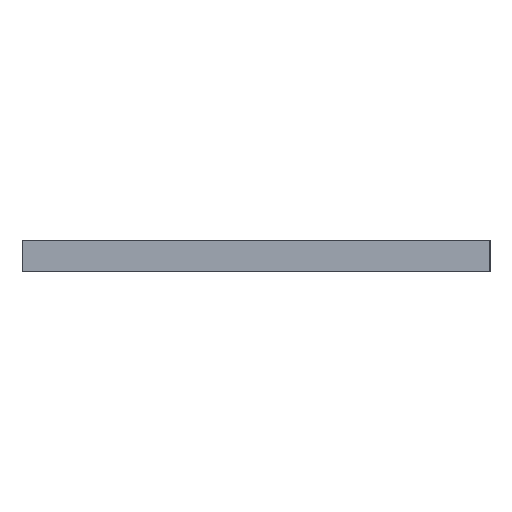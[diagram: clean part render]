
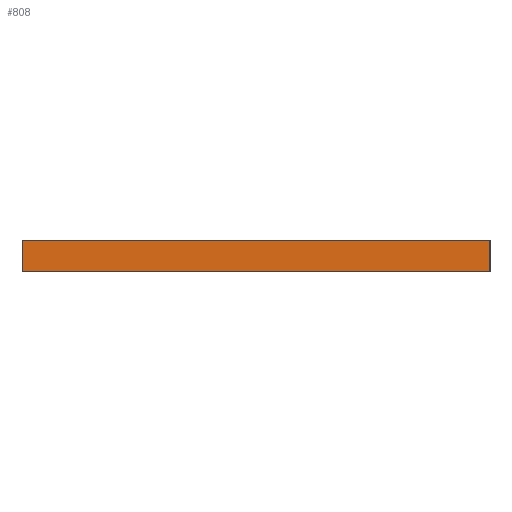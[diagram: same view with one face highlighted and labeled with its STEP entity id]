
A CAD part, left-side view. The second image highlights one B-rep face of the part: STEP entity #808.
In plain terms, the highlighted planar face has unit normal (-1, 0, 0).
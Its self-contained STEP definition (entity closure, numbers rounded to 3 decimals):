
#66=PLANE('',#896);
#104=FACE_OUTER_BOUND('',#142,.T.);
#142=EDGE_LOOP('',(#679,#680,#681,#682));
#240=LINE('',#1319,#312);
#248=LINE('',#1334,#320);
#249=LINE('',#1336,#321);
#250=LINE('',#1337,#322);
#312=VECTOR('',#1100,10.);
#320=VECTOR('',#1112,10.);
#321=VECTOR('',#1115,10.);
#322=VECTOR('',#1116,10.);
#423=VERTEX_POINT('',#1315);
#425=VERTEX_POINT('',#1318);
#429=VERTEX_POINT('',#1330);
#430=VERTEX_POINT('',#1332);
#528=EDGE_CURVE('',#423,#425,#240,.T.);
#536=EDGE_CURVE('',#429,#430,#248,.T.);
#537=EDGE_CURVE('',#429,#423,#249,.T.);
#538=EDGE_CURVE('',#425,#430,#250,.T.);
#679=ORIENTED_EDGE('',*,*,#537,.F.);
#680=ORIENTED_EDGE('',*,*,#536,.T.);
#681=ORIENTED_EDGE('',*,*,#538,.F.);
#682=ORIENTED_EDGE('',*,*,#528,.F.);
#808=ADVANCED_FACE('',(#104),#66,.T.);
#896=AXIS2_PLACEMENT_3D('',#1335,#1113,#1114);
#1100=DIRECTION('',(0.,0.,1.));
#1112=DIRECTION('',(0.,0.,1.));
#1113=DIRECTION('center_axis',(-1.,0.,0.));
#1114=DIRECTION('ref_axis',(0.,-1.,0.));
#1115=DIRECTION('',(0.,1.,0.));
#1116=DIRECTION('',(0.,-1.,0.));
#1315=CARTESIAN_POINT('',(13.,120.,0.));
#1318=CARTESIAN_POINT('',(13.,120.,8.));
#1319=CARTESIAN_POINT('',(13.,120.,0.));
#1330=CARTESIAN_POINT('',(13.,0.,0.));
#1332=CARTESIAN_POINT('',(13.,0.,8.));
#1334=CARTESIAN_POINT('',(13.,0.,0.));
#1335=CARTESIAN_POINT('Origin',(13.,120.,0.));
#1336=CARTESIAN_POINT('',(13.,0.,0.));
#1337=CARTESIAN_POINT('',(13.,0.,8.));
